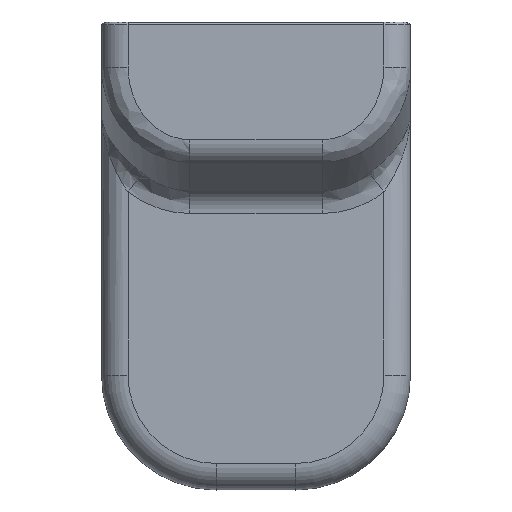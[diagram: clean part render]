
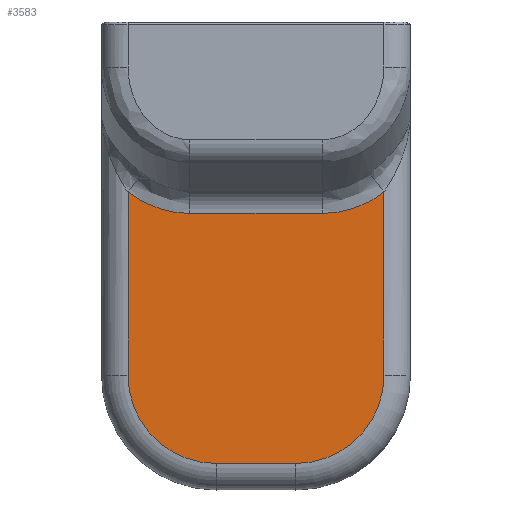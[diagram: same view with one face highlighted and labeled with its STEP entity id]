
A CAD part, top view. The second image highlights one B-rep face of the part: STEP entity #3583.
In plain terms, the highlighted planar face has unit normal (0, 0, 1).
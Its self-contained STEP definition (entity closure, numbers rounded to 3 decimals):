
#79=ELLIPSE('',#3978,15.277,13.);
#80=ELLIPSE('',#3979,15.277,13.);
#319=CIRCLE('',#3976,10.);
#320=CIRCLE('',#3977,10.);
#626=FACE_OUTER_BOUND('',#854,.T.);
#854=EDGE_LOOP('',(#3116,#3117,#3118,#3119,#3120,#3121,#3122,#3123));
#1128=LINE('',#6932,#1382);
#1129=LINE('',#6936,#1383);
#1130=LINE('',#6940,#1384);
#1131=LINE('',#6944,#1385);
#1382=VECTOR('',#4937,10.);
#1383=VECTOR('',#4940,10.);
#1384=VECTOR('',#4943,10.);
#1385=VECTOR('',#4946,10.);
#1698=VERTEX_POINT('',#6930);
#1699=VERTEX_POINT('',#6931);
#1700=VERTEX_POINT('',#6933);
#1701=VERTEX_POINT('',#6935);
#1702=VERTEX_POINT('',#6937);
#1703=VERTEX_POINT('',#6939);
#1704=VERTEX_POINT('',#6941);
#1705=VERTEX_POINT('',#6943);
#2195=EDGE_CURVE('',#1698,#1699,#1128,.T.);
#2196=EDGE_CURVE('',#1700,#1698,#319,.T.);
#2197=EDGE_CURVE('',#1701,#1700,#1129,.T.);
#2198=EDGE_CURVE('',#1702,#1701,#320,.T.);
#2199=EDGE_CURVE('',#1703,#1702,#1130,.T.);
#2200=EDGE_CURVE('',#1704,#1703,#79,.T.);
#2201=EDGE_CURVE('',#1705,#1704,#1131,.T.);
#2202=EDGE_CURVE('',#1699,#1705,#80,.T.);
#3116=ORIENTED_EDGE('',*,*,#2195,.F.);
#3117=ORIENTED_EDGE('',*,*,#2196,.F.);
#3118=ORIENTED_EDGE('',*,*,#2197,.F.);
#3119=ORIENTED_EDGE('',*,*,#2198,.F.);
#3120=ORIENTED_EDGE('',*,*,#2199,.F.);
#3121=ORIENTED_EDGE('',*,*,#2200,.F.);
#3122=ORIENTED_EDGE('',*,*,#2201,.F.);
#3123=ORIENTED_EDGE('',*,*,#2202,.F.);
#3387=PLANE('',#3975);
#3583=ADVANCED_FACE('',(#626),#3387,.T.);
#3975=AXIS2_PLACEMENT_3D('',#6929,#4935,#4936);
#3976=AXIS2_PLACEMENT_3D('',#6934,#4938,#4939);
#3977=AXIS2_PLACEMENT_3D('',#6938,#4941,#4942);
#3978=AXIS2_PLACEMENT_3D('',#6942,#4944,#4945);
#3979=AXIS2_PLACEMENT_3D('',#6945,#4947,#4948);
#4935=DIRECTION('center_axis',(0.,0.,1.));
#4936=DIRECTION('ref_axis',(1.,0.,0.));
#4937=DIRECTION('',(0.,1.,0.));
#4938=DIRECTION('center_axis',(0.,0.,-1.));
#4939=DIRECTION('ref_axis',(-0.707,-0.707,0.));
#4940=DIRECTION('',(-1.,0.,0.));
#4941=DIRECTION('center_axis',(0.,0.,-1.));
#4942=DIRECTION('ref_axis',(0.707,-0.707,0.));
#4943=DIRECTION('',(0.,-1.,0.));
#4944=DIRECTION('center_axis',(0.,0.,1.));
#4945=DIRECTION('ref_axis',(0.,-1.,0.));
#4946=DIRECTION('',(1.,0.,0.));
#4947=DIRECTION('center_axis',(0.,0.,1.));
#4948=DIRECTION('ref_axis',(0.,-1.,0.));
#6929=CARTESIAN_POINT('Origin',(0.,-14.5,2.));
#6930=CARTESIAN_POINT('',(-14.5,-18.,2.));
#6931=CARTESIAN_POINT('',(-14.5,2.73,2.));
#6932=CARTESIAN_POINT('',(-14.5,-16.25,2.));
#6933=CARTESIAN_POINT('',(-4.5,-28.,2.));
#6934=CARTESIAN_POINT('Origin',(-4.5,-18.,2.));
#6935=CARTESIAN_POINT('',(4.5,-28.,2.));
#6936=CARTESIAN_POINT('',(2.25,-28.,2.));
#6937=CARTESIAN_POINT('',(14.5,-18.,2.));
#6938=CARTESIAN_POINT('Origin',(4.5,-18.,2.));
#6939=CARTESIAN_POINT('',(14.5,2.73,2.));
#6940=CARTESIAN_POINT('',(14.5,3.75,2.));
#6941=CARTESIAN_POINT('',(7.5,0.326,2.));
#6942=CARTESIAN_POINT('Origin',(7.5,15.604,2.));
#6943=CARTESIAN_POINT('',(-7.5,0.326,2.));
#6944=CARTESIAN_POINT('',(0.,0.326,2.));
#6945=CARTESIAN_POINT('Origin',(-7.5,15.604,2.));
